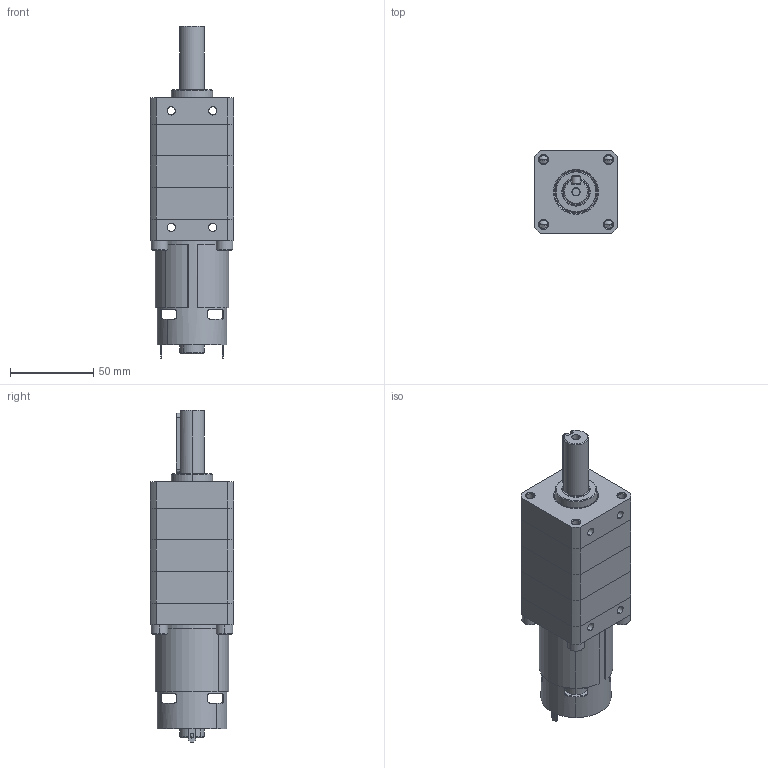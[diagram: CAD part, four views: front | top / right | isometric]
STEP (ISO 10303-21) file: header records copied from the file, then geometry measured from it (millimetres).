
FILE_DESCRIPTION (( 'STEP AP203' ), '1' );
FILE_NAME ('Orbit700-27X-Motor755-STEP.STEP', '2020-03-25T23:43:51', ( '' ), ( '' ), 'SwSTEP 2.0', 'SolidWorks 2013', '' );
FILE_SCHEMA (( 'CONFIG_CONTROL_DESIGN' ));
Length unit declared in the file: millimetre
Products named in the file (1): Orbit700-27X-Motor755-STEP
Bounding box: 50 x 50 x 199.5 mm (x, y, z)
Surface area: 45079.8 mm2 (no closed solid volume)
Topology: 0 solids, 18 shells, 279 faces, 834 edges, 545 vertices
Faces by surface type: plane 122, cylinder 111, cone 39, torus 7
Entity records: 10048 total; most frequent: CARTESIAN_POINT 2421, DIRECTION 1663, ORIENTED_EDGE 1395, EDGE_CURVE 826, AXIS2_PLACEMENT_3D 609, VERTEX_POINT 545, LINE 445, VECTOR 445
